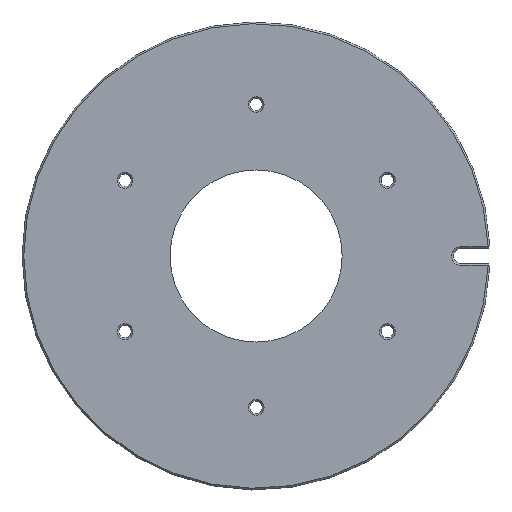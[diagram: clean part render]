
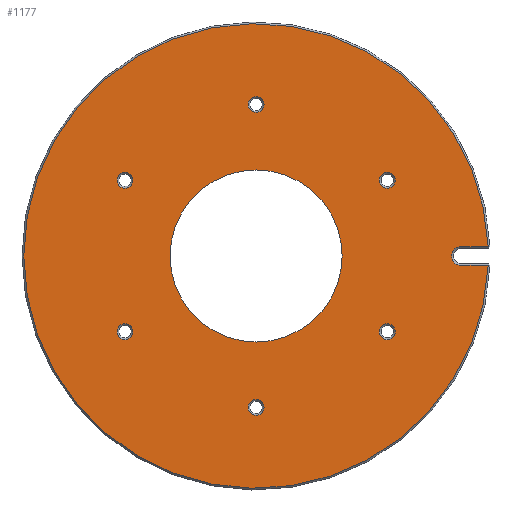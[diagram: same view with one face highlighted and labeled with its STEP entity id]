
A CAD part, top view. The second image highlights one B-rep face of the part: STEP entity #1177.
In plain terms, the highlighted planar face has unit normal (0, 0, 1).
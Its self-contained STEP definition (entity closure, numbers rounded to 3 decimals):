
#88=LINE('',#1977,#151);
#89=LINE('',#1981,#152);
#151=VECTOR('',#1627,1000.);
#152=VECTOR('',#1630,1000.);
#189=PLANE('',#1323);
#409=ORIENTED_EDGE('',*,*,#522,.T.);
#410=ORIENTED_EDGE('',*,*,#528,.T.);
#411=ORIENTED_EDGE('',*,*,#534,.T.);
#412=ORIENTED_EDGE('',*,*,#540,.T.);
#413=ORIENTED_EDGE('',*,*,#546,.T.);
#414=ORIENTED_EDGE('',*,*,#629,.T.);
#415=ORIENTED_EDGE('',*,*,#630,.T.);
#416=ORIENTED_EDGE('',*,*,#631,.T.);
#417=ORIENTED_EDGE('',*,*,#632,.T.);
#418=ORIENTED_EDGE('',*,*,#633,.T.);
#419=ORIENTED_EDGE('',*,*,#634,.F.);
#522=EDGE_CURVE('',#671,#671,#782,.T.);
#528=EDGE_CURVE('',#677,#677,#788,.T.);
#534=EDGE_CURVE('',#683,#683,#794,.T.);
#540=EDGE_CURVE('',#689,#689,#800,.T.);
#546=EDGE_CURVE('',#695,#695,#806,.T.);
#629=EDGE_CURVE('',#757,#757,#837,.T.);
#630=EDGE_CURVE('',#758,#759,#838,.T.);
#631=EDGE_CURVE('',#759,#760,#88,.T.);
#632=EDGE_CURVE('',#760,#761,#839,.F.);
#633=EDGE_CURVE('',#761,#758,#89,.T.);
#634=EDGE_CURVE('',#762,#762,#840,.F.);
#671=VERTEX_POINT('',#1719);
#677=VERTEX_POINT('',#1736);
#683=VERTEX_POINT('',#1753);
#689=VERTEX_POINT('',#1770);
#695=VERTEX_POINT('',#1787);
#757=VERTEX_POINT('',#1973);
#758=VERTEX_POINT('',#1975);
#759=VERTEX_POINT('',#1976);
#760=VERTEX_POINT('',#1978);
#761=VERTEX_POINT('',#1980);
#762=VERTEX_POINT('',#1983);
#782=CIRCLE('',#1220,1.15);
#788=CIRCLE('',#1231,1.15);
#794=CIRCLE('',#1242,1.15);
#800=CIRCLE('',#1253,1.15);
#806=CIRCLE('',#1264,1.15);
#837=CIRCLE('',#1324,1.15);
#838=CIRCLE('',#1325,1.35);
#839=CIRCLE('',#1326,33.75);
#840=CIRCLE('',#1327,12.5);
#930=EDGE_LOOP('',(#409));
#931=EDGE_LOOP('',(#410));
#932=EDGE_LOOP('',(#411));
#933=EDGE_LOOP('',(#412));
#934=EDGE_LOOP('',(#413));
#935=EDGE_LOOP('',(#414));
#936=EDGE_LOOP('',(#415,#416,#417,#418));
#937=EDGE_LOOP('',(#419));
#1060=FACE_BOUND('',#930,.T.);
#1061=FACE_BOUND('',#931,.T.);
#1062=FACE_BOUND('',#932,.T.);
#1063=FACE_BOUND('',#933,.T.);
#1064=FACE_BOUND('',#934,.T.);
#1065=FACE_BOUND('',#935,.T.);
#1066=FACE_BOUND('',#936,.T.);
#1067=FACE_BOUND('',#937,.T.);
#1177=ADVANCED_FACE('',(#1060,#1061,#1062,#1063,#1064,#1065,#1066,#1067),
#189,.F.);
#1220=AXIS2_PLACEMENT_3D('',#1718,#1367,#1368);
#1231=AXIS2_PLACEMENT_3D('',#1735,#1389,#1390);
#1242=AXIS2_PLACEMENT_3D('',#1752,#1411,#1412);
#1253=AXIS2_PLACEMENT_3D('',#1769,#1433,#1434);
#1264=AXIS2_PLACEMENT_3D('',#1786,#1455,#1456);
#1323=AXIS2_PLACEMENT_3D('',#1971,#1621,#1622);
#1324=AXIS2_PLACEMENT_3D('',#1972,#1623,#1624);
#1325=AXIS2_PLACEMENT_3D('',#1974,#1625,#1626);
#1326=AXIS2_PLACEMENT_3D('',#1979,#1628,#1629);
#1327=AXIS2_PLACEMENT_3D('',#1982,#1631,#1632);
#1367=DIRECTION('',(0.,0.,-1.));
#1368=DIRECTION('',(-0.5,0.866,0.));
#1389=DIRECTION('',(0.,0.,-1.));
#1390=DIRECTION('',(0.5,0.866,0.));
#1411=DIRECTION('',(0.,0.,-1.));
#1412=DIRECTION('',(1.,0.,0.));
#1433=DIRECTION('',(0.,0.,-1.));
#1434=DIRECTION('',(0.5,-0.866,0.));
#1455=DIRECTION('',(0.,0.,-1.));
#1456=DIRECTION('',(-0.5,-0.866,0.));
#1621=DIRECTION('',(0.,0.,-1.));
#1622=DIRECTION('',(1.,0.,0.));
#1623=DIRECTION('',(0.,0.,-1.));
#1624=DIRECTION('',(-1.,0.,0.));
#1625=DIRECTION('',(0.,0.,-1.));
#1626=DIRECTION('',(-1.,0.,0.));
#1627=DIRECTION('',(1.,0.,0.));
#1628=DIRECTION('',(0.,0.,-1.));
#1629=DIRECTION('',(-1.,0.,0.));
#1630=DIRECTION('',(-1.,0.,0.));
#1631=DIRECTION('',(0.,0.,-1.));
#1632=DIRECTION('',(-1.,0.,0.));
#1718=CARTESIAN_POINT('',(19.053,11.,-7.5));
#1719=CARTESIAN_POINT('',(18.478,11.996,-7.5));
#1735=CARTESIAN_POINT('',(19.053,-11.,-7.5));
#1736=CARTESIAN_POINT('',(19.628,-10.004,-7.5));
#1752=CARTESIAN_POINT('',(0.,-22.,-7.5));
#1753=CARTESIAN_POINT('',(1.15,-22.,-7.5));
#1769=CARTESIAN_POINT('',(-19.053,-11.,-7.5));
#1770=CARTESIAN_POINT('',(-18.478,-11.996,-7.5));
#1786=CARTESIAN_POINT('',(-19.053,11.,-7.5));
#1787=CARTESIAN_POINT('',(-19.628,10.004,-7.5));
#1971=CARTESIAN_POINT('',(0.,0.,-7.5));
#1972=CARTESIAN_POINT('',(0.,22.,-7.5));
#1973=CARTESIAN_POINT('',(-1.15,22.,-7.5));
#1974=CARTESIAN_POINT('',(29.75,0.,-7.5));
#1975=CARTESIAN_POINT('',(29.75,-1.35,-7.5));
#1976=CARTESIAN_POINT('',(29.75,1.35,-7.5));
#1977=CARTESIAN_POINT('',(0.,1.35,-7.5));
#1978=CARTESIAN_POINT('',(33.723,1.35,-7.5));
#1979=CARTESIAN_POINT('',(0.,0.,-7.5));
#1980=CARTESIAN_POINT('',(33.723,-1.35,-7.5));
#1981=CARTESIAN_POINT('',(29.75,-1.35,-7.5));
#1982=CARTESIAN_POINT('',(0.,0.,-7.5));
#1983=CARTESIAN_POINT('',(-12.5,0.,-7.5));
